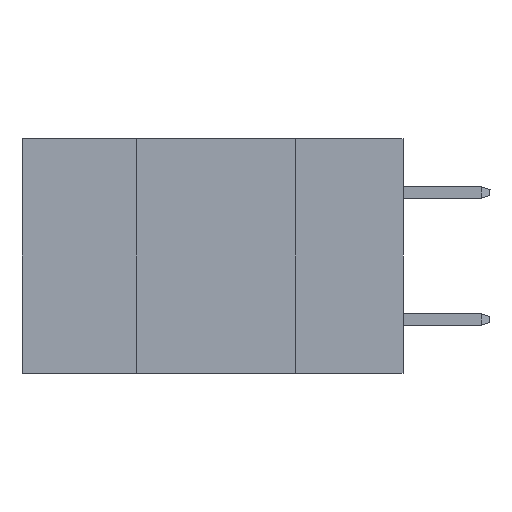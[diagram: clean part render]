
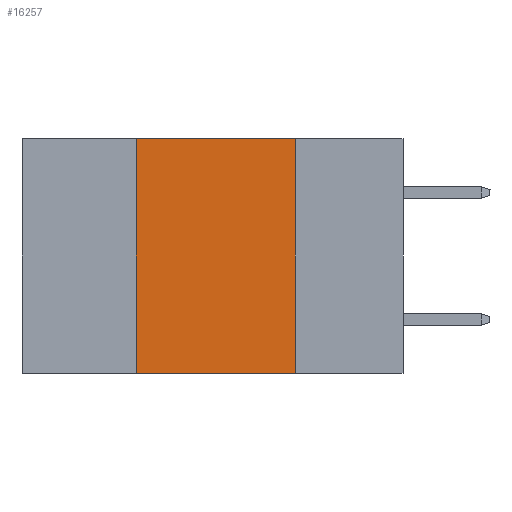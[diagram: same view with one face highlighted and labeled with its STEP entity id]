
A CAD part, left-side view. The second image highlights one B-rep face of the part: STEP entity #16257.
In plain terms, the highlighted planar face has unit normal (-1, 0, 0).
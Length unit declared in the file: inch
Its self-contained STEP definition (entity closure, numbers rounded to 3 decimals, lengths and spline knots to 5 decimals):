
#800 = VECTOR ( 'NONE', #29676, 39.37008 ) ;
#3375 = VECTOR ( 'NONE', #31359, 39.37008 ) ;
#4004 = VERTEX_POINT ( 'NONE', #26424 ) ;
#5043 = LINE ( 'NONE', #39430, #800 ) ;
#6155 = EDGE_CURVE ( 'NONE', #11597, #4004, #7250, .T. ) ;
#7087 = EDGE_CURVE ( 'NONE', #37246, #28235, #18962, .T. ) ;
#7250 = LINE ( 'NONE', #25336, #29563 ) ;
#7348 = CARTESIAN_POINT ( 'NONE',  ( 0., 0.42, 0. ) ) ;
#11597 = VERTEX_POINT ( 'NONE', #20704 ) ;
#12937 = VECTOR ( 'NONE', #15368, 39.37008 ) ;
#13656 = ORIENTED_EDGE ( 'NONE', *, *, #33474, .T. ) ;
#15368 = DIRECTION ( 'NONE',  ( 0., -1., 0. ) ) ;
#16030 = DIRECTION ( 'NONE',  ( 0., 0., -1. ) ) ;
#16257 = ADVANCED_FACE ( 'NONE', ( #35021 ), #35606, .F. ) ;
#17775 = ORIENTED_EDGE ( 'NONE', *, *, #7087, .F. ) ;
#18962 = LINE ( 'NONE', #31584, #3375 ) ;
#20704 = CARTESIAN_POINT ( 'NONE',  ( 0., 0.17, 0. ) ) ;
#22981 = DIRECTION ( 'NONE',  ( 1., 0., 0. ) ) ;
#23717 = ORIENTED_EDGE ( 'NONE', *, *, #6155, .F. ) ;
#24488 = CARTESIAN_POINT ( 'NONE',  ( 0., 0.6, -0.37 ) ) ;
#25336 = CARTESIAN_POINT ( 'NONE',  ( 0., 0.17, 0. ) ) ;
#26424 = CARTESIAN_POINT ( 'NONE',  ( 0., 0.17, -0.37 ) ) ;
#26442 = DIRECTION ( 'NONE',  ( 0., 0., -1. ) ) ;
#28235 = VERTEX_POINT ( 'NONE', #7348 ) ;
#29563 = VECTOR ( 'NONE', #16030, 39.37008 ) ;
#29676 = DIRECTION ( 'NONE',  ( 0., -1., 0. ) ) ;
#31127 = EDGE_LOOP ( 'NONE', ( #23717, #38270, #17775, #13656 ) ) ;
#31359 = DIRECTION ( 'NONE',  ( 0., 0., 1. ) ) ;
#31584 = CARTESIAN_POINT ( 'NONE',  ( 0., 0.42, 0. ) ) ;
#32358 = CARTESIAN_POINT ( 'NONE',  ( 0., 0.6, 0. ) ) ;
#32750 = AXIS2_PLACEMENT_3D ( 'NONE', #32358, #22981, #26442 ) ;
#33474 = EDGE_CURVE ( 'NONE', #37246, #4004, #37539, .T. ) ;
#35021 = FACE_OUTER_BOUND ( 'NONE', #31127, .T. ) ;
#35606 = PLANE ( 'NONE',  #32750 ) ;
#37246 = VERTEX_POINT ( 'NONE', #39565 ) ;
#37539 = LINE ( 'NONE', #24488, #12937 ) ;
#38270 = ORIENTED_EDGE ( 'NONE', *, *, #39919, .F. ) ;
#39430 = CARTESIAN_POINT ( 'NONE',  ( 0., 0.6, 0. ) ) ;
#39565 = CARTESIAN_POINT ( 'NONE',  ( 0., 0.42, -0.37 ) ) ;
#39919 = EDGE_CURVE ( 'NONE', #28235, #11597, #5043, .T. ) ;
